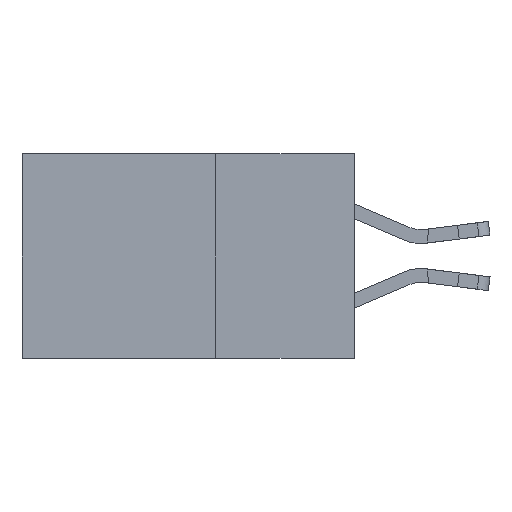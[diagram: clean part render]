
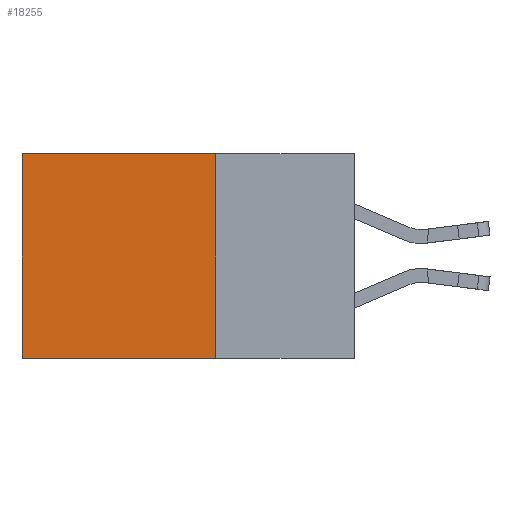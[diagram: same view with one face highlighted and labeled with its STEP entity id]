
A CAD part, left-side view. The second image highlights one B-rep face of the part: STEP entity #18255.
In plain terms, the highlighted planar face has unit normal (-1, 0, 0).
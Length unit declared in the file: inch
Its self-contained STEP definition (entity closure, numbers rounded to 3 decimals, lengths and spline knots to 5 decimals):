
#469 = VERTEX_POINT ( 'NONE', #17444 ) ;
#1106 = CARTESIAN_POINT ( 'NONE',  ( 0.2615, 0.6, 0. ) ) ;
#1220 = EDGE_CURVE ( 'NONE', #10149, #469, #5343, .T. ) ;
#1626 = CARTESIAN_POINT ( 'NONE',  ( 0.2615, 0.6, -0.37 ) ) ;
#2068 = VECTOR ( 'NONE', #18613, 39.37008 ) ;
#2371 = ORIENTED_EDGE ( 'NONE', *, *, #19579, .T. ) ;
#3540 = CARTESIAN_POINT ( 'NONE',  ( 0.2615, 0.25, 0. ) ) ;
#3576 = LINE ( 'NONE', #1626, #6806 ) ;
#3918 = ORIENTED_EDGE ( 'NONE', *, *, #5631, .F. ) ;
#4239 = CARTESIAN_POINT ( 'NONE',  ( 0.2615, 0.25, -0.37 ) ) ;
#4479 = AXIS2_PLACEMENT_3D ( 'NONE', #16982, #4561, #10904 ) ;
#4561 = DIRECTION ( 'NONE',  ( 1., 0., 0. ) ) ;
#5343 = LINE ( 'NONE', #4239, #17244 ) ;
#5631 = EDGE_CURVE ( 'NONE', #469, #10264, #14604, .T. ) ;
#6806 = VECTOR ( 'NONE', #8069, 39.37008 ) ;
#6830 = VECTOR ( 'NONE', #12950, 39.37008 ) ;
#8069 = DIRECTION ( 'NONE',  ( 0., 0., -1. ) ) ;
#8098 = DIRECTION ( 'NONE',  ( 0., 0., -1. ) ) ;
#8381 = FACE_OUTER_BOUND ( 'NONE', #9876, .T. ) ;
#9126 = CARTESIAN_POINT ( 'NONE',  ( 0.2615, 0.25, 0. ) ) ;
#9357 = PLANE ( 'NONE',  #4479 ) ;
#9876 = EDGE_LOOP ( 'NONE', ( #2371, #3918, #13858, #12778 ) ) ;
#10149 = VERTEX_POINT ( 'NONE', #9126 ) ;
#10264 = VERTEX_POINT ( 'NONE', #14031 ) ;
#10904 = DIRECTION ( 'NONE',  ( 0., 0., -1. ) ) ;
#11011 = LINE ( 'NONE', #3540, #6830 ) ;
#12778 = ORIENTED_EDGE ( 'NONE', *, *, #19139, .T. ) ;
#12950 = DIRECTION ( 'NONE',  ( 0., 1., 0. ) ) ;
#13858 = ORIENTED_EDGE ( 'NONE', *, *, #1220, .F. ) ;
#14031 = CARTESIAN_POINT ( 'NONE',  ( 0.2615, 0.6, -0.37 ) ) ;
#14604 = LINE ( 'NONE', #18589, #2068 ) ;
#14787 = VERTEX_POINT ( 'NONE', #1106 ) ;
#16982 = CARTESIAN_POINT ( 'NONE',  ( 0.2615, 0.25, -0.37 ) ) ;
#17244 = VECTOR ( 'NONE', #8098, 39.37008 ) ;
#17444 = CARTESIAN_POINT ( 'NONE',  ( 0.2615, 0.25, -0.37 ) ) ;
#18255 = ADVANCED_FACE ( 'NONE', ( #8381 ), #9357, .F. ) ;
#18589 = CARTESIAN_POINT ( 'NONE',  ( 0.2615, 0.25, -0.37 ) ) ;
#18613 = DIRECTION ( 'NONE',  ( 0., 1., 0. ) ) ;
#19139 = EDGE_CURVE ( 'NONE', #10149, #14787, #11011, .T. ) ;
#19579 = EDGE_CURVE ( 'NONE', #14787, #10264, #3576, .T. ) ;
